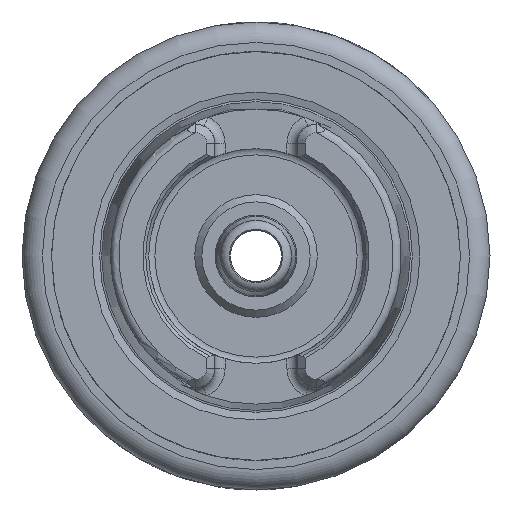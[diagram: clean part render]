
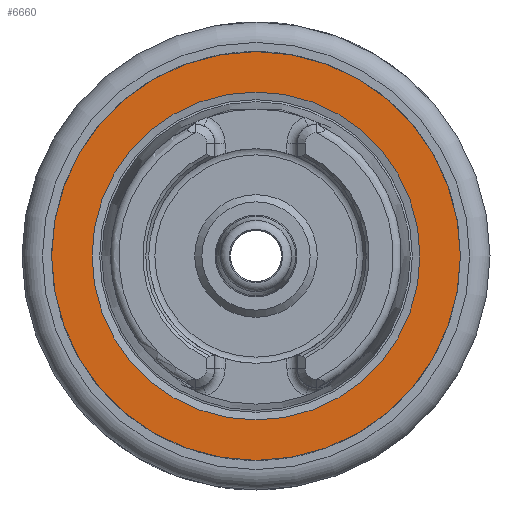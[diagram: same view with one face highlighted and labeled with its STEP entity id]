
A CAD part, left-side view. The second image highlights one B-rep face of the part: STEP entity #6660.
In plain terms, the highlighted planar face has unit normal (-1, 0, 0).
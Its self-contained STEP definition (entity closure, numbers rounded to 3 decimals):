
#5747=CARTESIAN_POINT('',(0.0,20.0,0.0));
#5748=VERTEX_POINT('',#5747);
#5749=CARTESIAN_POINT('',(0.0,0.0,0.0));
#5750=DIRECTION('',(1.0,0.0,0.0));
#5751=DIRECTION('',(0.0,1.0,0.0));
#5752=AXIS2_PLACEMENT_3D('',#5749,#5750,#5751);
#5753=CIRCLE('',#5752,20.0);
#5754=EDGE_CURVE('',#5748,#5748,#5753,.T.);
#6634=CARTESIAN_POINT('',(0.0,16.046,0.0));
#6635=VERTEX_POINT('',#6634);
#6636=CARTESIAN_POINT('',(0.0,0.0,0.0));
#6637=DIRECTION('',(1.0,0.0,0.0));
#6638=DIRECTION('',(0.0,1.0,0.0));
#6639=AXIS2_PLACEMENT_3D('',#6636,#6637,#6638);
#6640=CIRCLE('',#6639,16.046);
#6641=EDGE_CURVE('',#6635,#6635,#6640,.T.);
#6649=CARTESIAN_POINT('',(0.0,18.023,0.0));
#6650=DIRECTION('',(-1.0,0.0,0.0));
#6651=DIRECTION('',(0.0,0.0,1.0));
#6652=AXIS2_PLACEMENT_3D('',#6649,#6650,#6651);
#6653=PLANE('',#6652);
#6654=ORIENTED_EDGE('',*,*,#5754,.F.);
#6655=EDGE_LOOP('',(#6654));
#6656=FACE_OUTER_BOUND('',#6655,.T.);
#6657=ORIENTED_EDGE('',*,*,#6641,.T.);
#6658=EDGE_LOOP('',(#6657));
#6659=FACE_BOUND('',#6658,.T.);
#6660=ADVANCED_FACE('',(#6656,#6659),#6653,.T.);
